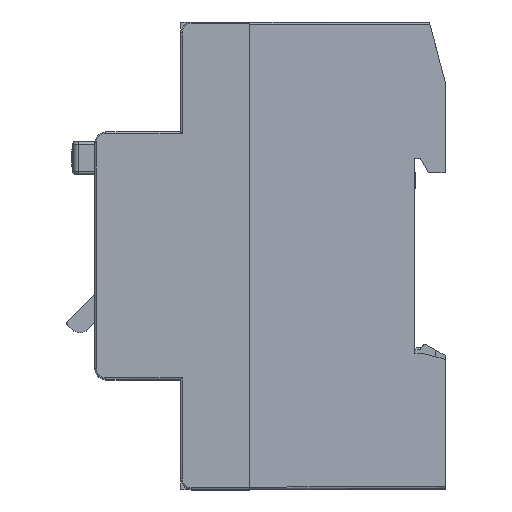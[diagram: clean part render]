
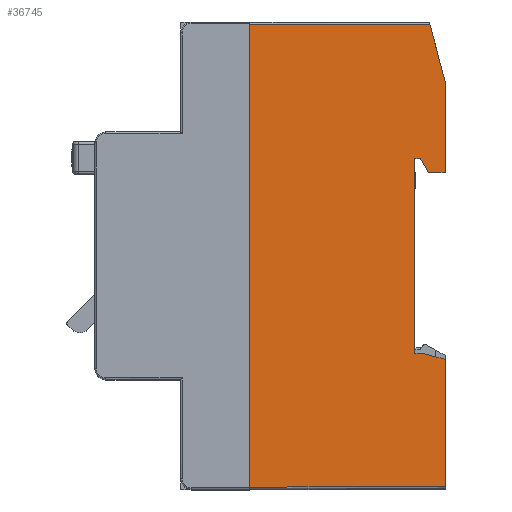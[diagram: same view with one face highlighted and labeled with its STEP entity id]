
A CAD part, top view. The second image highlights one B-rep face of the part: STEP entity #36745.
In plain terms, the highlighted planar face has unit normal (0.004, 0, 1).
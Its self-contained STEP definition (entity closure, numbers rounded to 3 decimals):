
#1224=CARTESIAN_POINT('',(-30.,42.1,35.));
#1226=DIRECTION('',(0.,-1.,0.));
#1227=VECTOR('',#1226,84.2);
#1228=CARTESIAN_POINT('',(-30.,42.1,35.));
#1229=LINE('',#1228,#1227);
#3454=CARTESIAN_POINT('',(5.5,-41.976,34.876));
#3618=DIRECTION('',(-1.,-0.003,0.003));
#3619=VECTOR('',#3618,35.5);
#3620=CARTESIAN_POINT('',(5.5,-41.976,34.876));
#3621=LINE('',#3620,#3619);
#3622=DIRECTION('',(1.,-0.003,-0.004));
#3623=VECTOR('',#3622,32.744);
#3624=CARTESIAN_POINT('',(-30.,42.1,35.));
#3625=LINE('',#3624,#3623);
#3626=DIRECTION('',(0.259,-0.966,-0.001));
#3627=VECTOR('',#3626,10.649);
#3628=CARTESIAN_POINT('',(2.744,41.986,34.885));
#3629=LINE('',#3628,#3627);
#3630=DIRECTION('',(0.,-1.,0.));
#3631=VECTOR('',#3630,16.5);
#3632=CARTESIAN_POINT('',(5.5,31.7,34.878));
#3633=LINE('',#3632,#3631);
#3634=DIRECTION('',(-0.5,0.866,0.002));
#3635=VECTOR('',#3634,2.944);
#3636=CARTESIAN_POINT('',(2.472,15.2,34.887));
#3637=LINE('',#3636,#3635);
#3638=DIRECTION('',(0.,-1.,0.));
#3639=VECTOR('',#3638,35.5);
#3640=CARTESIAN_POINT('',(0.,17.75,34.895));
#3641=LINE('',#3640,#3639);
#3642=DIRECTION('',(0.966,-0.259,-0.004));
#3643=VECTOR('',#3642,4.245);
#3644=CARTESIAN_POINT('',(1.4,-17.75,34.891));
#3645=LINE('',#3644,#3643);
#3646=DIRECTION('',(0.,-1.,0.));
#3647=VECTOR('',#3646,23.127);
#3648=CARTESIAN_POINT('',(5.5,-18.849,34.876));
#3649=LINE('',#3648,#3647);
#11382=CARTESIAN_POINT('',(0.,17.75,34.895));
#11383=CARTESIAN_POINT('',(0.333,17.75,34.894));
#11384=CARTESIAN_POINT('',(0.667,17.75,34.894));
#11385=CARTESIAN_POINT('',(1.,17.75,34.892));
#11431=DIRECTION('',(1.,0.,-0.003));
#11432=VECTOR('',#11431,3.028);
#11433=CARTESIAN_POINT('',(2.472,15.2,34.887));
#11434=LINE('',#11433,#11432);
#19160=CARTESIAN_POINT('',(1.4,-17.75,34.891));
#19161=CARTESIAN_POINT('',(0.933,-17.75,34.893));
#19162=CARTESIAN_POINT('',(0.467,-17.75,34.893));
#19163=CARTESIAN_POINT('',(0.,-17.75,34.894));
#26306=VERTEX_POINT('',#1224);
#26307=CARTESIAN_POINT('',(-30.,-42.1,35.));
#26308=VERTEX_POINT('',#26307);
#27995=CARTESIAN_POINT('',(5.5,31.7,34.878));
#27996=VERTEX_POINT('',#27995);
#27997=CARTESIAN_POINT('',(2.744,41.986,34.885));
#27998=VERTEX_POINT('',#27997);
#28238=VERTEX_POINT('',#3454);
#28239=CARTESIAN_POINT('',(5.5,-18.849,34.876));
#28240=VERTEX_POINT('',#28239);
#28373=CARTESIAN_POINT('',(5.5,15.2,34.876));
#28374=VERTEX_POINT('',#28373);
#28391=CARTESIAN_POINT('',(0.,-17.75,34.894));
#28392=VERTEX_POINT('',#28391);
#28393=CARTESIAN_POINT('',(0.,17.75,34.895));
#28394=VERTEX_POINT('',#28393);
#31598=CARTESIAN_POINT('',(2.472,15.2,34.887));
#31599=VERTEX_POINT('',#31598);
#31600=CARTESIAN_POINT('',(1.,17.75,34.892));
#31601=VERTEX_POINT('',#31600);
#31602=VERTEX_POINT('',#19160);
#36718=CARTESIAN_POINT('',(5.5,-51.276,34.876));
#36719=DIRECTION('',(-0.003,0.,-1.));
#36720=DIRECTION('',(-1.,0.,0.003));
#36721=AXIS2_PLACEMENT_3D('',#36718,#36719,#36720);
#36722=PLANE('',#36721);
#36724=ORIENTED_EDGE('',*,*,#36723,.T.);
#36725=ORIENTED_EDGE('',*,*,#33909,.F.);
#36727=ORIENTED_EDGE('',*,*,#36726,.T.);
#36729=ORIENTED_EDGE('',*,*,#36728,.T.);
#36731=ORIENTED_EDGE('',*,*,#36730,.T.);
#36733=ORIENTED_EDGE('',*,*,#36732,.F.);
#36735=ORIENTED_EDGE('',*,*,#36734,.T.);
#36737=ORIENTED_EDGE('',*,*,#36736,.F.);
#36738=ORIENTED_EDGE('',*,*,#36314,.T.);
#36740=ORIENTED_EDGE('',*,*,#36739,.F.);
#36741=ORIENTED_EDGE('',*,*,#36709,.T.);
#36742=ORIENTED_EDGE('',*,*,#36509,.T.);
#36743=EDGE_LOOP('',(#36724,#36725,#36727,#36729,#36731,#36733,#36735,#36737,
#36738,#36740,#36741,#36742));
#36744=FACE_OUTER_BOUND('',#36743,.F.);
#36745=ADVANCED_FACE('',(#36744),#36722,.F.);
#11386=B_SPLINE_CURVE_WITH_KNOTS('',3,(#11382,#11383,#11384,#11385),
.UNSPECIFIED.,.F.,.F.,(4,4),(0.,1.),.UNSPECIFIED.);
#19164=B_SPLINE_CURVE_WITH_KNOTS('',3,(#19160,#19161,#19162,#19163),
.UNSPECIFIED.,.F.,.F.,(4,4),(0.,1.),.UNSPECIFIED.);
#33909=EDGE_CURVE('',#26306,#26308,#1229,.T.);
#36314=EDGE_CURVE('',#28394,#28392,#3641,.T.);
#36509=EDGE_CURVE('',#28240,#28238,#3649,.T.);
#36709=EDGE_CURVE('',#31602,#28240,#3645,.T.);
#36723=EDGE_CURVE('',#28238,#26308,#3621,.T.);
#36726=EDGE_CURVE('',#26306,#27998,#3625,.T.);
#36728=EDGE_CURVE('',#27998,#27996,#3629,.T.);
#36730=EDGE_CURVE('',#27996,#28374,#3633,.T.);
#36732=EDGE_CURVE('',#31599,#28374,#11434,.T.);
#36734=EDGE_CURVE('',#31599,#31601,#3637,.T.);
#36736=EDGE_CURVE('',#28394,#31601,#11386,.T.);
#36739=EDGE_CURVE('',#31602,#28392,#19164,.T.);
